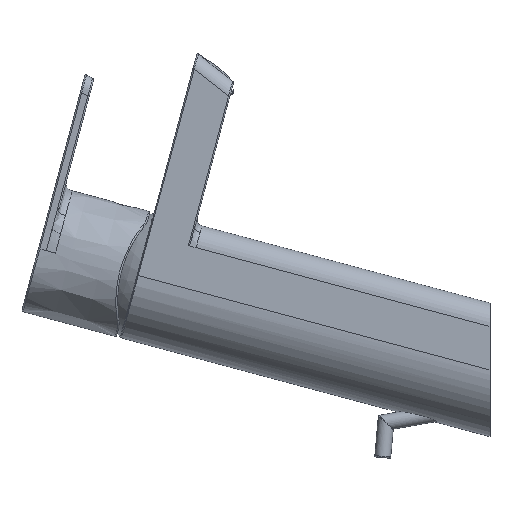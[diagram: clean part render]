
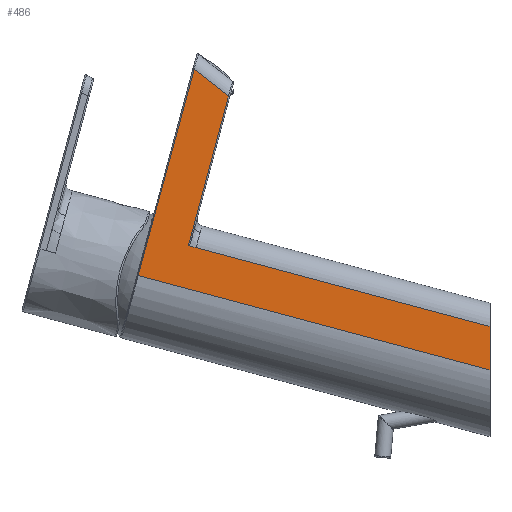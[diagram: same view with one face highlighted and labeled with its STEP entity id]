
A CAD part, left-side view. The second image highlights one B-rep face of the part: STEP entity #486.
In plain terms, the highlighted planar face has unit normal (-1, 0, 0).
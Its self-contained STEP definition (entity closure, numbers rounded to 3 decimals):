
#163 = CARTESIAN_POINT ( 'NONE',  ( -24.25, 111.596, 110.873 ) ) ;
#233 = B_SPLINE_CURVE_WITH_KNOTS ( 'NONE', 3,
 ( #10984, #163, #10040, #11028, #9957, #1214, #4072, #10940, #11942, #4867, #8695, #4780, #12680, #3920, #5861, #6809, #8825, #834, #9803, #5905, #11604, #4742, #878, #918, #6769, #2782, #5723, #10660, #3874, #1788, #6852, #10744 ),
 .UNSPECIFIED., .F., .F.,
 ( 4, 1, 1, 1, 1, 1, 1, 1, 1, 1, 1, 2, 2, 1, 1, 1, 1, 1, 1, 1, 1, 1, 1, 2, 2, 4 ),
 ( 0., 0.25, 0.375, 0.437, 0.469, 0.484, 0.492, 0.496, 0.498, 0.499, 0.5, 0.5, 0.5, 0.625, 0.687, 0.719, 0.734, 0.742, 0.746, 0.748, 0.749, 0.75, 0.75, 0.75, 0.75, 1. ),
 .UNSPECIFIED. ) ;
#486 = ADVANCED_FACE ( 'NONE', ( #1546 ), #2510, .T. ) ;
#834 = CARTESIAN_POINT ( 'NONE',  ( -24.25, 125.783, 58.859 ) ) ;
#878 = CARTESIAN_POINT ( 'NONE',  ( -24.25, 126.864, 54.898 ) ) ;
#918 = CARTESIAN_POINT ( 'NONE',  ( -24.25, 126.879, 54.842 ) ) ;
#929 = VERTEX_POINT ( 'NONE', #5700 ) ;
#1087 = CARTESIAN_POINT ( 'NONE',  ( -24.25, 0., 16.306 ) ) ;
#1155 = EDGE_CURVE ( 'NONE', #5361, #929, #233, .T. ) ;
#1214 = CARTESIAN_POINT ( 'NONE',  ( -24.25, 120.323, 78.795 ) ) ;
#1314 = VECTOR ( 'NONE', #4828, 1000. ) ;
#1373 = EDGE_CURVE ( 'NONE', #11343, #929, #1690, .T. ) ;
#1546 = FACE_OUTER_BOUND ( 'NONE', #5922, .T. ) ;
#1633 = LINE ( 'NONE', #5702, #9340 ) ;
#1690 = LINE ( 'NONE', #6739, #9252 ) ;
#1788 = CARTESIAN_POINT ( 'NONE',  ( -24.25, 128.858, 47.586 ) ) ;
#2072 = DIRECTION ( 'NONE',  ( 0., 0.788, 0.616 ) ) ;
#2235 = VECTOR ( 'NONE', #2072, 1000. ) ;
#2510 = PLANE ( 'NONE',  #7293 ) ;
#2686 = VERTEX_POINT ( 'NONE', #3847 ) ;
#2782 = CARTESIAN_POINT ( 'NONE',  ( -24.25, 126.891, 54.8 ) ) ;
#2890 = LINE ( 'NONE', #4904, #6609 ) ;
#2949 = ORIENTED_EDGE ( 'NONE', *, *, #8571, .T. ) ;
#2952 = DIRECTION ( 'NONE',  ( 0., 0., 1. ) ) ;
#3144 = ORIENTED_EDGE ( 'NONE', *, *, #9888, .T. ) ;
#3161 = CARTESIAN_POINT ( 'NONE',  ( -24.25, 0., 0. ) ) ;
#3762 = DIRECTION ( 'NONE',  ( 0., 0.966, 0.259 ) ) ;
#3847 = CARTESIAN_POINT ( 'NONE',  ( -24.25, 112.801, 46.53 ) ) ;
#3874 = CARTESIAN_POINT ( 'NONE',  ( -24.25, 126.893, 54.79 ) ) ;
#3920 = CARTESIAN_POINT ( 'NONE',  ( -24.25, 121.589, 74.175 ) ) ;
#3949 = VERTEX_POINT ( 'NONE', #5969 ) ;
#4072 = CARTESIAN_POINT ( 'NONE',  ( -24.25, 120.951, 76.504 ) ) ;
#4108 = CARTESIAN_POINT ( 'NONE',  ( -24.25, 98.224, 102.864 ) ) ;
#4471 = DIRECTION ( 'NONE',  ( -1., 0., 0. ) ) ;
#4742 = CARTESIAN_POINT ( 'NONE',  ( -24.25, 126.833, 55.01 ) ) ;
#4780 = CARTESIAN_POINT ( 'NONE',  ( -24.25, 121.575, 74.228 ) ) ;
#4828 = DIRECTION ( 'NONE',  ( 0., -0.259, 0.966 ) ) ;
#4867 = CARTESIAN_POINT ( 'NONE',  ( -24.25, 121.513, 74.451 ) ) ;
#4904 = CARTESIAN_POINT ( 'NONE',  ( -24.25, 0., -2.588 ) ) ;
#5219 = ORIENTED_EDGE ( 'NONE', *, *, #7976, .T. ) ;
#5324 = LINE ( 'NONE', #1087, #9313 ) ;
#5354 = EDGE_CURVE ( 'NONE', #11343, #3949, #2890, .T. ) ;
#5361 = VERTEX_POINT ( 'NONE', #5895 ) ;
#5664 = DIRECTION ( 'NONE',  ( 0., -0.259, 0.966 ) ) ;
#5700 = CARTESIAN_POINT ( 'NONE',  ( -24.25, 132.139, 35.406 ) ) ;
#5702 = CARTESIAN_POINT ( 'NONE',  ( -24.25, 111.33, 53.952 ) ) ;
#5723 = CARTESIAN_POINT ( 'NONE',  ( -24.25, 126.892, 54.795 ) ) ;
#5861 = CARTESIAN_POINT ( 'NONE',  ( -24.25, 121.593, 74.162 ) ) ;
#5895 = CARTESIAN_POINT ( 'NONE',  ( -24.25, 111.072, 112.903 ) ) ;
#5905 = CARTESIAN_POINT ( 'NONE',  ( -24.25, 126.644, 55.706 ) ) ;
#5922 = EDGE_LOOP ( 'NONE', ( #12650, #10662, #8113, #8120, #9342, #5219, #12210, #2949, #3144 ) ) ;
#5964 = LINE ( 'NONE', #6484, #1314 ) ;
#5969 = CARTESIAN_POINT ( 'NONE',  ( -24.25, 0., 16.306 ) ) ;
#6067 = VERTEX_POINT ( 'NONE', #12750 ) ;
#6199 = CARTESIAN_POINT ( 'NONE',  ( -24.25, 110.386, 45.883 ) ) ;
#6376 = CARTESIAN_POINT ( 'NONE',  ( -24.25, -9.659, -2.588 ) ) ;
#6484 = CARTESIAN_POINT ( 'NONE',  ( -24.25, 113.284, 46.66 ) ) ;
#6609 = VECTOR ( 'NONE', #2952, 1000. ) ;
#6739 = CARTESIAN_POINT ( 'NONE',  ( -24.25, -9.659, -2.588 ) ) ;
#6769 = CARTESIAN_POINT ( 'NONE',  ( -24.25, 126.887, 54.814 ) ) ;
#6809 = CARTESIAN_POINT ( 'NONE',  ( -24.25, 122.809, 69.724 ) ) ;
#6823 = VERTEX_POINT ( 'NONE', #4108 ) ;
#6852 = CARTESIAN_POINT ( 'NONE',  ( -24.25, 130.606, 41.126 ) ) ;
#6880 = LINE ( 'NONE', #10005, #2235 ) ;
#6971 = DIRECTION ( 'NONE',  ( 0., 0.966, 0.259 ) ) ;
#7293 = AXIS2_PLACEMENT_3D ( 'NONE', #6376, #4471, #11339 ) ;
#7347 = DIRECTION ( 'NONE',  ( 0., 0.966, 0.259 ) ) ;
#7725 = VERTEX_POINT ( 'NONE', #12794 ) ;
#7957 = LINE ( 'NONE', #11745, #11793 ) ;
#7976 = EDGE_CURVE ( 'NONE', #2686, #6067, #7957, .T. ) ;
#8113 = ORIENTED_EDGE ( 'NONE', *, *, #5354, .T. ) ;
#8120 = ORIENTED_EDGE ( 'NONE', *, *, #12046, .T. ) ;
#8323 = CARTESIAN_POINT ( 'NONE',  ( -24.25, 111.33, 53.952 ) ) ;
#8571 = EDGE_CURVE ( 'NONE', #8970, #6823, #1633, .T. ) ;
#8695 = CARTESIAN_POINT ( 'NONE',  ( -24.25, 121.554, 74.302 ) ) ;
#8750 = DIRECTION ( 'NONE',  ( 0., 0.966, 0.259 ) ) ;
#8825 = CARTESIAN_POINT ( 'NONE',  ( -24.25, 124.382, 63.982 ) ) ;
#8970 = VERTEX_POINT ( 'NONE', #8323 ) ;
#9252 = VECTOR ( 'NONE', #3762, 1000. ) ;
#9313 = VECTOR ( 'NONE', #6971, 1000. ) ;
#9340 = VECTOR ( 'NONE', #5664, 1000. ) ;
#9342 = ORIENTED_EDGE ( 'NONE', *, *, #10705, .T. ) ;
#9803 = CARTESIAN_POINT ( 'NONE',  ( -24.25, 126.375, 56.691 ) ) ;
#9888 = EDGE_CURVE ( 'NONE', #6823, #5361, #6880, .T. ) ;
#9957 = CARTESIAN_POINT ( 'NONE',  ( -24.25, 119.119, 83.195 ) ) ;
#10005 = CARTESIAN_POINT ( 'NONE',  ( -24.25, 98.224, 102.864 ) ) ;
#10040 = CARTESIAN_POINT ( 'NONE',  ( -24.25, 113.304, 104.506 ) ) ;
#10138 = EDGE_CURVE ( 'NONE', #6067, #8970, #5964, .T. ) ;
#10660 = CARTESIAN_POINT ( 'NONE',  ( -24.25, 126.893, 54.791 ) ) ;
#10662 = ORIENTED_EDGE ( 'NONE', *, *, #1373, .F. ) ;
#10705 = EDGE_CURVE ( 'NONE', #7725, #2686, #10847, .T. ) ;
#10744 = CARTESIAN_POINT ( 'NONE',  ( -24.25, 132.139, 35.406 ) ) ;
#10847 = LINE ( 'NONE', #6199, #11019 ) ;
#10940 = CARTESIAN_POINT ( 'NONE',  ( -24.25, 121.271, 75.336 ) ) ;
#10984 = CARTESIAN_POINT ( 'NONE',  ( -24.25, 111.072, 112.903 ) ) ;
#11019 = VECTOR ( 'NONE', #7347, 1000. ) ;
#11028 = CARTESIAN_POINT ( 'NONE',  ( -24.25, 116.911, 91.267 ) ) ;
#11339 = DIRECTION ( 'NONE',  ( 0., 0., 1. ) ) ;
#11343 = VERTEX_POINT ( 'NONE', #3161 ) ;
#11604 = CARTESIAN_POINT ( 'NONE',  ( -24.25, 126.771, 55.238 ) ) ;
#11745 = CARTESIAN_POINT ( 'NONE',  ( -24.25, 112.801, 46.53 ) ) ;
#11793 = VECTOR ( 'NONE', #8750, 1000. ) ;
#11942 = CARTESIAN_POINT ( 'NONE',  ( -24.25, 121.432, 74.747 ) ) ;
#12046 = EDGE_CURVE ( 'NONE', #3949, #7725, #5324, .T. ) ;
#12210 = ORIENTED_EDGE ( 'NONE', *, *, #10138, .T. ) ;
#12650 = ORIENTED_EDGE ( 'NONE', *, *, #1155, .T. ) ;
#12680 = CARTESIAN_POINT ( 'NONE',  ( -24.25, 121.583, 74.196 ) ) ;
#12750 = CARTESIAN_POINT ( 'NONE',  ( -24.25, 113.284, 46.66 ) ) ;
#12794 = CARTESIAN_POINT ( 'NONE',  ( -24.25, 110.386, 45.883 ) ) ;
